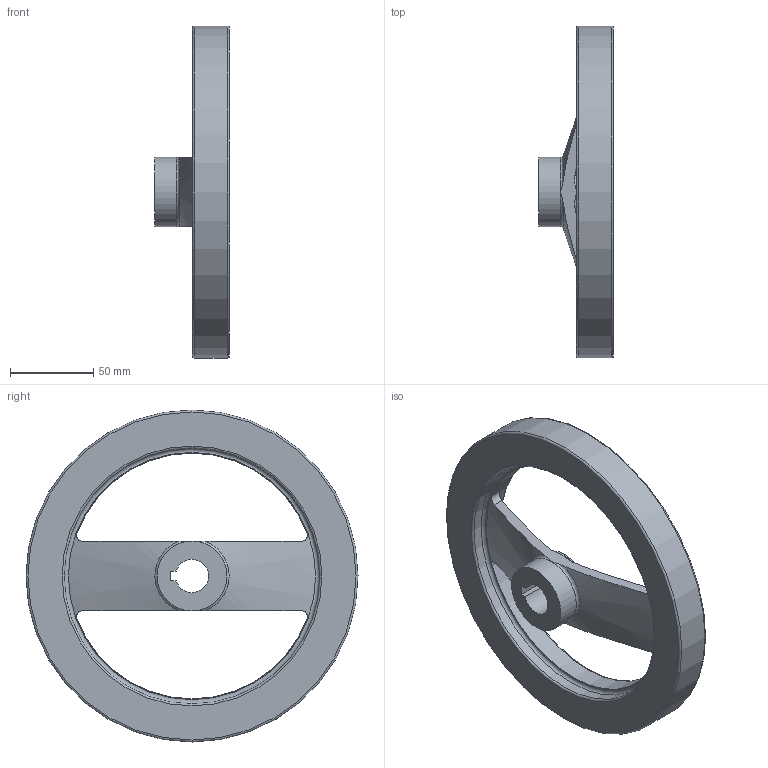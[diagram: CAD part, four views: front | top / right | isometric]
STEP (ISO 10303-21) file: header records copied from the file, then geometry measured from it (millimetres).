
FILE_DESCRIPTION( ( 'STEP AP214' ), '1' );
FILE_NAME( 'K0162.1200X20_ohne_Zylindergriff__Nabe_mit_Nut.stp', '2020-11-26T10:22:58', ( '' ), ( '' ), ' ', 'PARTsolutions', ' ' );
FILE_SCHEMA( ( 'AUTOMOTIVE_DESIGN { 1 0 10303 214 1 1 1 1 }' ) );
Length unit declared in the file: millimetre
Products named in the file (1): _K0162.1200X20_ohne Zylindergriff, Nabe mit Nut
Bounding box: 45 x 200 x 200 mm (x, y, z)
Volume: 358511.4 mm3; surface area: 68608.4 mm2
Topology: 1 solids, 1 shells, 31 faces, 80 edges, 49 vertices
Faces by surface type: cylinder 10, plane 9, torus 9, cone 3
Full cylindrical faces by diameter (mm): 42 x2, 148 x1, 154.1 x1, 200 x1
Entity records: 1420 total; most frequent: CARTESIAN_POINT 468, ORIENTED_EDGE 136, DIRECTION 134, EDGE_CURVE 68, AXIS2_PLACEMENT_3D 58, VERTEX_POINT 48, EDGE_LOOP 46, FACE_OUTER_BOUND 41
